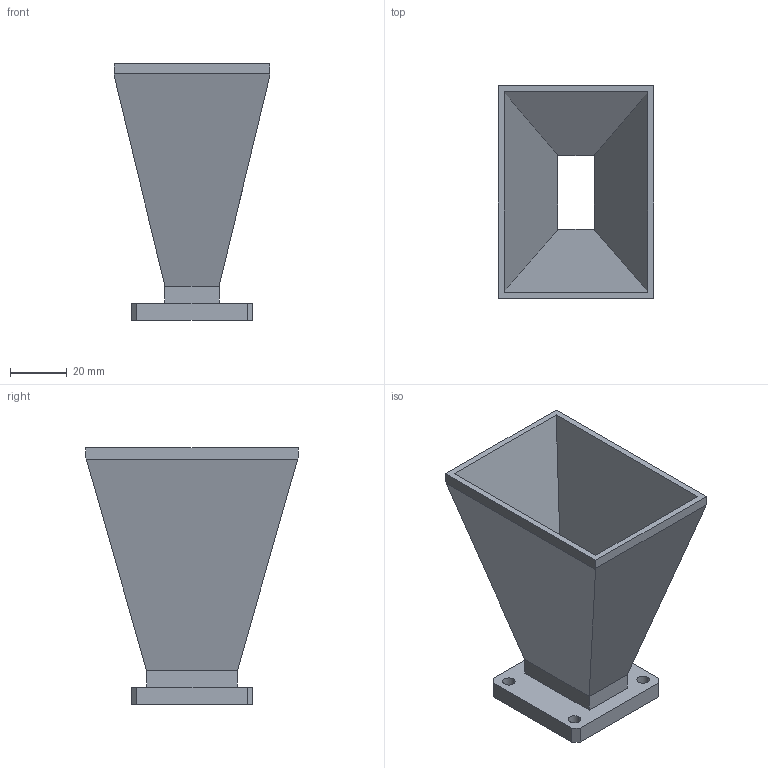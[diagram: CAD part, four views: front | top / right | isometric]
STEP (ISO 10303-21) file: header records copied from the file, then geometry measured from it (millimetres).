
FILE_DESCRIPTION (( 'STEP AP214' ), '1' );
FILE_NAME ('PEWAN102-15.step', '2021-09-15T18:24:40', ( '' ), ( '' ), 'SwSTEP 2.0', 'SolidWorks 2021', '' );
FILE_SCHEMA (( 'AUTOMOTIVE_DESIGN' ));
Length unit declared in the file: millimetre
Products named in the file (1): PEWAN102-15
Bounding box: 54.7 x 74.45 x 90 mm (x, y, z)
Volume: 56101.4 mm3; surface area: 33338 mm2
Topology: 1 solids, 1 shells, 40 faces, 112 edges, 76 vertices
Faces by surface type: plane 32, cylinder 8
Entity records: 1349 total; most frequent: CARTESIAN_POINT 229, ORIENTED_EDGE 224, DIRECTION 210, EDGE_CURVE 112, VECTOR 96, LINE 96, VERTEX_POINT 76, AXIS2_PLACEMENT_3D 57
